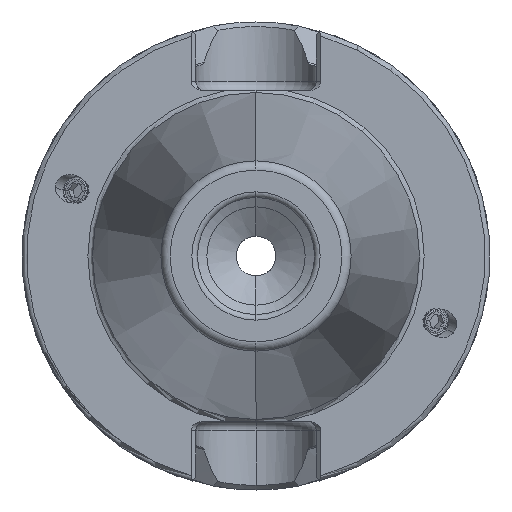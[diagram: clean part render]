
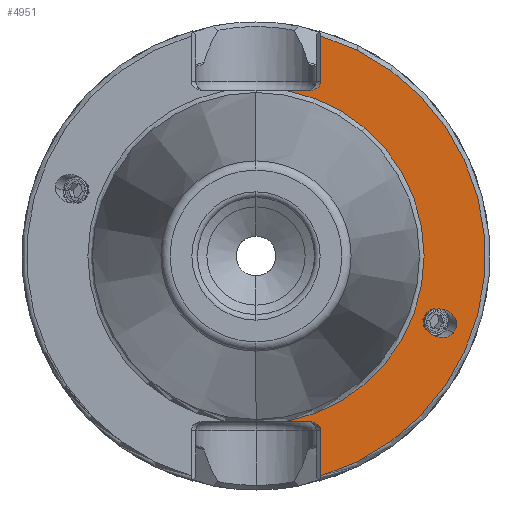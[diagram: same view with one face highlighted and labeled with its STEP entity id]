
A CAD part, left-side view. The second image highlights one B-rep face of the part: STEP entity #4951.
In plain terms, the highlighted planar face has unit normal (-1, 0, 0).
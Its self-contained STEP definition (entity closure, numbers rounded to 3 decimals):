
#29 = CARTESIAN_POINT ( 'NONE',  ( 3., -13.85, -36.128 ) ) ;
#194 = ORIENTED_EDGE ( 'NONE', *, *, #2274, .T. ) ;
#204 = ORIENTED_EDGE ( 'NONE', *, *, #789, .T. ) ;
#279 = CARTESIAN_POINT ( 'NONE',  ( 3., -36.671, -12.387 ) ) ;
#286 = ORIENTED_EDGE ( 'NONE', *, *, #1814, .T. ) ;
#289 = CARTESIAN_POINT ( 'NONE',  ( 3., -36.671, -12.387 ) ) ;
#290 = EDGE_CURVE ( 'NONE', #4691, #4163, #1886, .T. ) ;
#304 = ORIENTED_EDGE ( 'NONE', *, *, #3015, .T. ) ;
#397 = FACE_OUTER_BOUND ( 'NONE', #1045, .T. ) ;
#442 = ORIENTED_EDGE ( 'NONE', *, *, #4880, .F. ) ;
#471 = CARTESIAN_POINT ( 'NONE',  ( 3., 0., 0. ) ) ;
#489 = EDGE_CURVE ( 'NONE', #4528, #5619, #4858, .T. ) ;
#504 = DIRECTION ( 'NONE',  ( -1., 0., 0. ) ) ;
#606 = LINE ( 'NONE', #2692, #4076 ) ;
#789 = EDGE_CURVE ( 'NONE', #1027, #2589, #2109, .T. ) ;
#859 = CARTESIAN_POINT ( 'NONE',  ( 3., -11.022, -35.3 ) ) ;
#944 = CARTESIAN_POINT ( 'NONE',  ( 3., -12.678, 35.3 ) ) ;
#1011 = AXIS2_PLACEMENT_3D ( 'NONE', #6180, #1707, #4682 ) ;
#1018 = LINE ( 'NONE', #5930, #1642 ) ;
#1027 = VERTEX_POINT ( 'NONE', #5708 ) ;
#1045 = EDGE_LOOP ( 'NONE', ( #2142, #1429, #304, #6058, #194, #1675, #286, #204 ) ) ;
#1046 = CARTESIAN_POINT ( 'NONE',  ( 3., -13.85, 37.3 ) ) ;
#1146 = CARTESIAN_POINT ( 'NONE',  ( 3., -13.85, 36.128 ) ) ;
#1209 = CARTESIAN_POINT ( 'NONE',  ( 3., -32.757, -17.052 ) ) ;
#1304 = CARTESIAN_POINT ( 'NONE',  ( 3., -11.022, 35.3 ) ) ;
#1343 = VERTEX_POINT ( 'NONE', #2811 ) ;
#1422 = CARTESIAN_POINT ( 'NONE',  ( 3., -42.263, -16.342 ) ) ;
#1428 = DIRECTION ( 'NONE',  ( 0., 0., 1. ) ) ;
#1429 = ORIENTED_EDGE ( 'NONE', *, *, #290, .T. ) ;
#1601 = AXIS2_PLACEMENT_3D ( 'NONE', #471, #3319, #1428 ) ;
#1642 = VECTOR ( 'NONE', #3281, 1000. ) ;
#1675 = ORIENTED_EDGE ( 'NONE', *, *, #489, .T. ) ;
#1707 = DIRECTION ( 'NONE',  ( 1., 0., 0. ) ) ;
#1712 = FACE_BOUND ( 'NONE', #4749, .T. ) ;
#1814 = EDGE_CURVE ( 'NONE', #5619, #1027, #3147, .T. ) ;
#1886 =( BOUNDED_CURVE ( )  B_SPLINE_CURVE ( 3, ( #3590, #1146, #944, #1304 ),
 .UNSPECIFIED., .F., .F. ) 
 B_SPLINE_CURVE_WITH_KNOTS ( ( 4, 4 ),
 ( 3.142, 4.712 ),
 .UNSPECIFIED. ) 
 CURVE ( )  GEOMETRIC_REPRESENTATION_ITEM ( )  RATIONAL_B_SPLINE_CURVE ( ( 1., 0.805, 0.805, 1. ) ) 
 REPRESENTATION_ITEM ( '' )  );
#1931 = CARTESIAN_POINT ( 'NONE',  ( 3., -12.678, -35.3 ) ) ;
#1960 = CARTESIAN_POINT ( 'NONE',  ( 3., -13.85, 47.002 ) ) ;
#2006 = CARTESIAN_POINT ( 'NONE',  ( 3., -11.022, -35.3 ) ) ;
#2052 = DIRECTION ( 'NONE',  ( 0., 0., -1. ) ) ;
#2071 = EDGE_CURVE ( 'NONE', #4691, #2589, #2452, .T. ) ;
#2109 = CIRCLE ( 'NONE', #3661, 49. ) ;
#2142 = ORIENTED_EDGE ( 'NONE', *, *, #2071, .F. ) ;
#2153 = VECTOR ( 'NONE', #3926, 1000. ) ;
#2274 = EDGE_CURVE ( 'NONE', #1343, #4528, #1018, .T. ) ;
#2423 = VERTEX_POINT ( 'NONE', #1422 ) ;
#2452 = LINE ( 'NONE', #4899, #2153 ) ;
#2589 = VERTEX_POINT ( 'NONE', #1960 ) ;
#2692 = CARTESIAN_POINT ( 'NONE',  ( 3., 35.925, 35.3 ) ) ;
#2811 = CARTESIAN_POINT ( 'NONE',  ( 3., -6.672, -35.3 ) ) ;
#2908 = VERTEX_POINT ( 'NONE', #4045 ) ;
#3015 = EDGE_CURVE ( 'NONE', #4163, #4218, #606, .T. ) ;
#3059 = CARTESIAN_POINT ( 'NONE',  ( 3., -13.85, 0. ) ) ;
#3093 = CARTESIAN_POINT ( 'NONE',  ( 3., -13.85, -37.3 ) ) ;
#3147 = LINE ( 'NONE', #3059, #4248 ) ;
#3281 = DIRECTION ( 'NONE',  ( 0., -1., 0. ) ) ;
#3319 = DIRECTION ( 'NONE',  ( -1., 0., 0. ) ) ;
#3425 = CARTESIAN_POINT ( 'NONE',  ( 3., 0., 0. ) ) ;
#3590 = CARTESIAN_POINT ( 'NONE',  ( 3., -13.85, 37.3 ) ) ;
#3661 = AXIS2_PLACEMENT_3D ( 'NONE', #3425, #504, #4487 ) ;
#3675 = ORIENTED_EDGE ( 'NONE', *, *, #6369, .F. ) ;
#3701 = CARTESIAN_POINT ( 'NONE',  ( 3., -40.585, -7.722 ) ) ;
#3710 = CARTESIAN_POINT ( 'NONE',  ( 3., -42.263, -16.342 ) ) ;
#3926 = DIRECTION ( 'NONE',  ( 0., 0., 1. ) ) ;
#4045 = CARTESIAN_POINT ( 'NONE',  ( 3., -36.671, -12.387 ) ) ;
#4076 = VECTOR ( 'NONE', #6184, 1000. ) ;
#4163 = VERTEX_POINT ( 'NONE', #6064 ) ;
#4218 = VERTEX_POINT ( 'NONE', #5114 ) ;
#4248 = VECTOR ( 'NONE', #2052, 1000. ) ;
#4249 =( BOUNDED_CURVE ( )  B_SPLINE_CURVE ( 3, ( #6192, #5733, #3701, #279 ),
 .UNSPECIFIED., .F., .T. ) 
 B_SPLINE_CURVE_WITH_KNOTS ( ( 4, 4 ),
 ( 5.978, 9.119 ),
 .UNSPECIFIED. ) 
 CURVE ( )  GEOMETRIC_REPRESENTATION_ITEM ( )  RATIONAL_B_SPLINE_CURVE ( ( 1., 0.333, 0.333, 1. ) ) 
 REPRESENTATION_ITEM ( '' )  );
#4487 = DIRECTION ( 'NONE',  ( 0., 0., 1. ) ) ;
#4515 = EDGE_CURVE ( 'NONE', #1343, #4218, #4879, .T. ) ;
#4528 = VERTEX_POINT ( 'NONE', #859 ) ;
#4659 = PLANE ( 'NONE',  #1011 ) ;
#4671 = CARTESIAN_POINT ( 'NONE',  ( 3., -38.349, -21.007 ) ) ;
#4682 = DIRECTION ( 'NONE',  ( 0., 0., -1. ) ) ;
#4691 = VERTEX_POINT ( 'NONE', #1046 ) ;
#4749 = EDGE_LOOP ( 'NONE', ( #3675, #442 ) ) ;
#4858 =( BOUNDED_CURVE ( )  B_SPLINE_CURVE ( 3, ( #2006, #1931, #29, #4976 ),
 .UNSPECIFIED., .F., .T. ) 
 B_SPLINE_CURVE_WITH_KNOTS ( ( 4, 4 ),
 ( 4.712, 6.283 ),
 .UNSPECIFIED. ) 
 CURVE ( )  GEOMETRIC_REPRESENTATION_ITEM ( )  RATIONAL_B_SPLINE_CURVE ( ( 1., 0.805, 0.805, 1. ) ) 
 REPRESENTATION_ITEM ( '' )  );
#4879 = CIRCLE ( 'NONE', #1601, 35.925 ) ;
#4880 = EDGE_CURVE ( 'NONE', #2423, #2908, #4249, .T. ) ;
#4899 = CARTESIAN_POINT ( 'NONE',  ( 3., -13.85, 0. ) ) ;
#4951 = ADVANCED_FACE ( 'NONE', ( #1712, #397 ), #4659, .F. ) ;
#4976 = CARTESIAN_POINT ( 'NONE',  ( 3., -13.85, -37.3 ) ) ;
#5114 = CARTESIAN_POINT ( 'NONE',  ( 3., -6.672, 35.3 ) ) ;
#5306 =( BOUNDED_CURVE ( )  B_SPLINE_CURVE ( 3, ( #289, #1209, #4671, #3710 ),
 .UNSPECIFIED., .F., .T. ) 
 B_SPLINE_CURVE_WITH_KNOTS ( ( 4, 4 ),
 ( 2.836, 5.978 ),
 .UNSPECIFIED. ) 
 CURVE ( )  GEOMETRIC_REPRESENTATION_ITEM ( )  RATIONAL_B_SPLINE_CURVE ( ( 1., 0.333, 0.333, 1. ) ) 
 REPRESENTATION_ITEM ( '' )  );
#5619 = VERTEX_POINT ( 'NONE', #3093 ) ;
#5708 = CARTESIAN_POINT ( 'NONE',  ( 3., -13.85, -47.002 ) ) ;
#5733 = CARTESIAN_POINT ( 'NONE',  ( 3., -46.178, -11.677 ) ) ;
#5930 = CARTESIAN_POINT ( 'NONE',  ( 3., 35.925, -35.3 ) ) ;
#6058 = ORIENTED_EDGE ( 'NONE', *, *, #4515, .F. ) ;
#6064 = CARTESIAN_POINT ( 'NONE',  ( 3., -11.022, 35.3 ) ) ;
#6180 = CARTESIAN_POINT ( 'NONE',  ( 3., 35.925, 0. ) ) ;
#6184 = DIRECTION ( 'NONE',  ( 0., 1., 0. ) ) ;
#6192 = CARTESIAN_POINT ( 'NONE',  ( 3., -42.263, -16.342 ) ) ;
#6369 = EDGE_CURVE ( 'NONE', #2908, #2423, #5306, .T. ) ;
